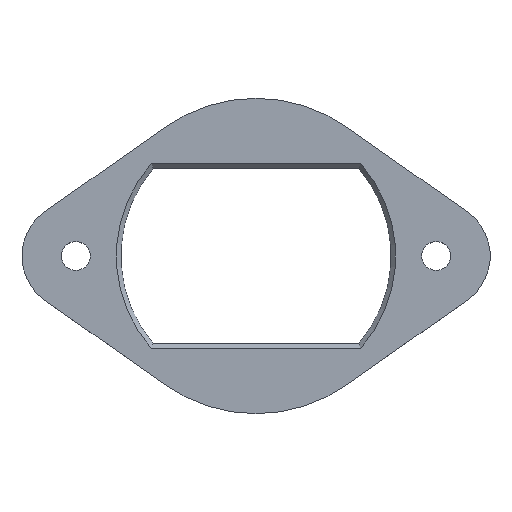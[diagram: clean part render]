
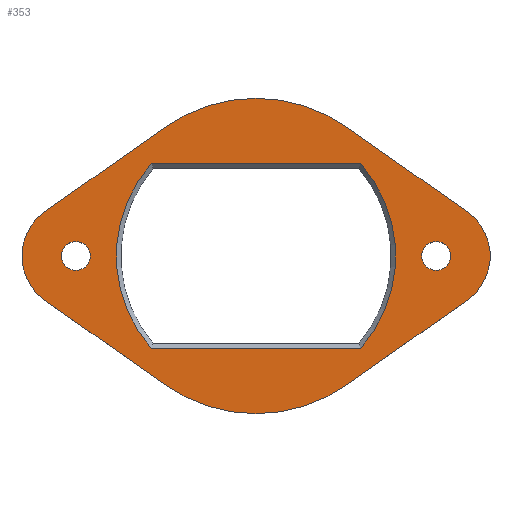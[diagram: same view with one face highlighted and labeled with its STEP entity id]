
A CAD part, top view. The second image highlights one B-rep face of the part: STEP entity #353.
In plain terms, the highlighted planar face has unit normal (0, 0, 1).
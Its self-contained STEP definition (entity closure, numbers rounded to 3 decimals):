
#15=FACE_BOUND('',#122,.T.);
#16=FACE_BOUND('',#123,.T.);
#17=FACE_BOUND('',#124,.T.);
#29=LINE('',#543,#57);
#32=LINE('',#561,#60);
#37=LINE('',#577,#65);
#38=LINE('',#581,#66);
#39=LINE('',#585,#67);
#40=LINE('',#588,#68);
#57=VECTOR('',#429,10.);
#60=VECTOR('',#440,10.);
#65=VECTOR('',#455,10.);
#66=VECTOR('',#458,10.);
#67=VECTOR('',#461,10.);
#68=VECTOR('',#464,10.);
#88=PLANE('',#392);
#101=FACE_OUTER_BOUND('',#121,.T.);
#121=EDGE_LOOP('',(#269,#270,#271,#272,#273,#274,#275,#276));
#122=EDGE_LOOP('',(#277));
#123=EDGE_LOOP('',(#278));
#124=EDGE_LOOP('',(#279,#280,#281,#282));
#145=CIRCLE('',#382,15.5);
#147=CIRCLE('',#386,15.5);
#150=CIRCLE('',#393,6.);
#151=CIRCLE('',#394,17.5);
#152=CIRCLE('',#395,6.);
#153=CIRCLE('',#396,17.5);
#154=CIRCLE('',#397,1.6);
#155=CIRCLE('',#398,1.6);
#163=VERTEX_POINT('',#527);
#164=VERTEX_POINT('',#528);
#167=VERTEX_POINT('',#542);
#169=VERTEX_POINT('',#551);
#174=VERTEX_POINT('',#573);
#175=VERTEX_POINT('',#574);
#176=VERTEX_POINT('',#576);
#177=VERTEX_POINT('',#578);
#178=VERTEX_POINT('',#580);
#179=VERTEX_POINT('',#582);
#180=VERTEX_POINT('',#584);
#181=VERTEX_POINT('',#586);
#182=VERTEX_POINT('',#589);
#183=VERTEX_POINT('',#591);
#195=EDGE_CURVE('',#163,#164,#145,.T.);
#199=EDGE_CURVE('',#164,#167,#29,.T.);
#202=EDGE_CURVE('',#167,#169,#147,.T.);
#206=EDGE_CURVE('',#169,#163,#32,.T.);
#212=EDGE_CURVE('',#174,#175,#150,.T.);
#213=EDGE_CURVE('',#175,#176,#37,.T.);
#214=EDGE_CURVE('',#176,#177,#151,.T.);
#215=EDGE_CURVE('',#177,#178,#38,.T.);
#216=EDGE_CURVE('',#178,#179,#152,.T.);
#217=EDGE_CURVE('',#179,#180,#39,.T.);
#218=EDGE_CURVE('',#180,#181,#153,.T.);
#219=EDGE_CURVE('',#181,#174,#40,.T.);
#220=EDGE_CURVE('',#182,#182,#154,.T.);
#221=EDGE_CURVE('',#183,#183,#155,.T.);
#269=ORIENTED_EDGE('',*,*,#212,.T.);
#270=ORIENTED_EDGE('',*,*,#213,.T.);
#271=ORIENTED_EDGE('',*,*,#214,.T.);
#272=ORIENTED_EDGE('',*,*,#215,.T.);
#273=ORIENTED_EDGE('',*,*,#216,.T.);
#274=ORIENTED_EDGE('',*,*,#217,.T.);
#275=ORIENTED_EDGE('',*,*,#218,.T.);
#276=ORIENTED_EDGE('',*,*,#219,.T.);
#277=ORIENTED_EDGE('',*,*,#220,.T.);
#278=ORIENTED_EDGE('',*,*,#221,.T.);
#279=ORIENTED_EDGE('',*,*,#195,.F.);
#280=ORIENTED_EDGE('',*,*,#206,.F.);
#281=ORIENTED_EDGE('',*,*,#202,.F.);
#282=ORIENTED_EDGE('',*,*,#199,.F.);
#353=ADVANCED_FACE('',(#101,#15,#16,#17),#88,.T.);
#382=AXIS2_PLACEMENT_3D('',#529,#423,#424);
#386=AXIS2_PLACEMENT_3D('',#552,#433,#434);
#392=AXIS2_PLACEMENT_3D('',#572,#451,#452);
#393=AXIS2_PLACEMENT_3D('',#575,#453,#454);
#394=AXIS2_PLACEMENT_3D('',#579,#456,#457);
#395=AXIS2_PLACEMENT_3D('',#583,#459,#460);
#396=AXIS2_PLACEMENT_3D('',#587,#462,#463);
#397=AXIS2_PLACEMENT_3D('',#590,#465,#466);
#398=AXIS2_PLACEMENT_3D('',#592,#467,#468);
#423=DIRECTION('center_axis',(0.,0.,1.));
#424=DIRECTION('ref_axis',(-0.76,0.65,0.));
#429=DIRECTION('',(1.,0.,0.));
#433=DIRECTION('center_axis',(0.,0.,1.));
#434=DIRECTION('ref_axis',(0.76,-0.65,0.));
#440=DIRECTION('',(-1.,0.,0.));
#451=DIRECTION('center_axis',(0.,0.,1.));
#452=DIRECTION('ref_axis',(1.,0.,0.));
#453=DIRECTION('center_axis',(0.,0.,1.));
#454=DIRECTION('ref_axis',(-0.575,0.818,0.));
#455=DIRECTION('',(0.818,-0.575,0.));
#456=DIRECTION('center_axis',(0.,0.,1.));
#457=DIRECTION('ref_axis',(-0.575,-0.818,0.));
#458=DIRECTION('',(0.818,0.575,0.));
#459=DIRECTION('center_axis',(0.,0.,1.));
#460=DIRECTION('ref_axis',(0.575,-0.818,0.));
#461=DIRECTION('',(-0.818,0.575,0.));
#462=DIRECTION('center_axis',(0.,0.,1.));
#463=DIRECTION('ref_axis',(0.575,0.818,0.));
#464=DIRECTION('',(-0.818,-0.575,0.));
#465=DIRECTION('center_axis',(0.,0.,-1.));
#466=DIRECTION('ref_axis',(1.,0.,0.));
#467=DIRECTION('center_axis',(0.,0.,-1.));
#468=DIRECTION('ref_axis',(1.,0.,0.));
#527=CARTESIAN_POINT('',(-11.627,10.25,2.));
#528=CARTESIAN_POINT('',(-11.627,-10.25,2.));
#529=CARTESIAN_POINT('Origin',(0.,0.,2.));
#542=CARTESIAN_POINT('',(11.627,-10.25,2.));
#543=CARTESIAN_POINT('',(5.7,-10.25,2.));
#551=CARTESIAN_POINT('',(11.627,10.25,2.));
#552=CARTESIAN_POINT('Origin',(0.,0.,2.));
#561=CARTESIAN_POINT('',(-5.7,10.25,2.));
#572=CARTESIAN_POINT('Origin',(0.,0.,
2.));
#573=CARTESIAN_POINT('',(-23.45,4.909,2.));
#574=CARTESIAN_POINT('',(-23.45,-4.909,2.));
#575=CARTESIAN_POINT('Origin',(-20.,0.,2.));
#576=CARTESIAN_POINT('',(-10.062,-14.318,2.));
#577=CARTESIAN_POINT('',(-10.062,-14.318,2.));
#578=CARTESIAN_POINT('',(10.063,-14.318,2.));
#579=CARTESIAN_POINT('Origin',(0.,0.,2.));
#580=CARTESIAN_POINT('',(23.45,-4.909,2.));
#581=CARTESIAN_POINT('',(23.45,-4.909,2.));
#582=CARTESIAN_POINT('',(23.45,4.909,2.));
#583=CARTESIAN_POINT('Origin',(20.,0.,2.));
#584=CARTESIAN_POINT('',(10.063,14.318,2.));
#585=CARTESIAN_POINT('',(10.063,14.318,2.));
#586=CARTESIAN_POINT('',(-10.062,14.318,2.));
#587=CARTESIAN_POINT('Origin',(0.,0.,2.));
#588=CARTESIAN_POINT('',(-23.45,4.909,2.));
#589=CARTESIAN_POINT('',(-21.6,0.,2.));
#590=CARTESIAN_POINT('Origin',(-20.,0.,2.));
#591=CARTESIAN_POINT('',(18.4,0.,2.));
#592=CARTESIAN_POINT('Origin',(20.,0.,2.));
